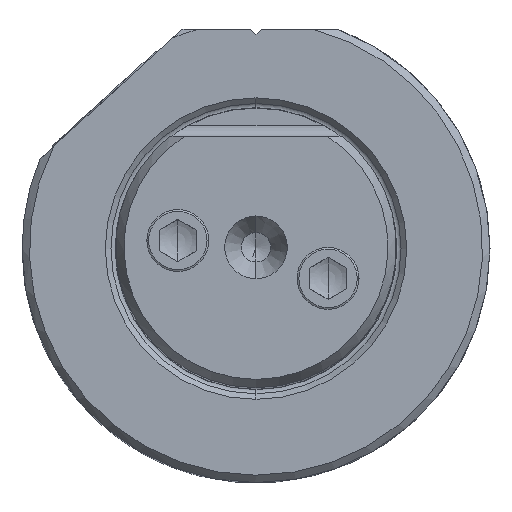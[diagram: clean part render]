
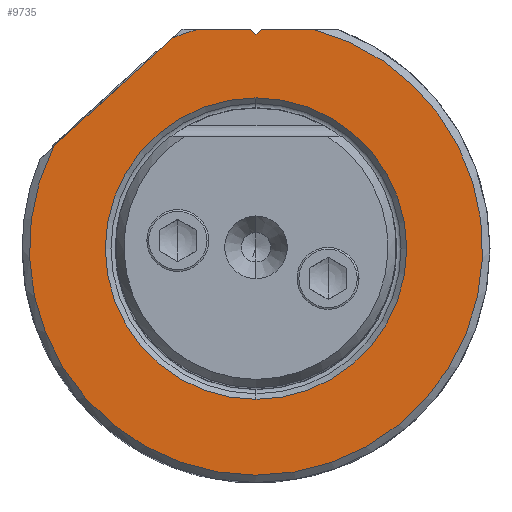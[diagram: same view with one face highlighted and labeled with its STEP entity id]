
A CAD part, top view. The second image highlights one B-rep face of the part: STEP entity #9735.
In plain terms, the highlighted planar face has unit normal (0, 0, 1).
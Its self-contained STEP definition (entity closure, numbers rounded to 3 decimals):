
#2923=DIRECTION('',(0.707,-0.707,0.));
#2924=VECTOR('',#2923,0.5);
#2925=CARTESIAN_POINT('',(-0.354,14.875,0.));
#2926=LINE('',#2925,#2924);
#2930=DIRECTION('',(0.707,0.707,0.));
#2931=VECTOR('',#2930,0.5);
#2932=CARTESIAN_POINT('',(0.,14.521,
0.));
#2933=LINE('',#2932,#2931);
#2937=DIRECTION('',(1.,0.,0.));
#2938=VECTOR('',#2937,3.536);
#2939=CARTESIAN_POINT('',(0.354,14.875,0.));
#2940=LINE('',#2939,#2938);
#2944=CARTESIAN_POINT('',(0.,0.,0.));
#2945=DIRECTION('',(0.,0.,-1.));
#2946=DIRECTION('',(0.253,0.967,0.));
#2947=AXIS2_PLACEMENT_3D('',#2944,#2945,#2946);
#2952=DIRECTION('',(0.739,0.674,0.));
#2953=VECTOR('',#2952,10.909);
#2954=CARTESIAN_POINT('',(-13.719,6.942,
0.));
#2955=LINE('',#2954,#2953);
#2959=CARTESIAN_POINT('',(0.,0.,0.));
#2960=DIRECTION('',(0.,0.,-1.));
#2961=DIRECTION('',(-0.368,0.93,0.));
#2962=AXIS2_PLACEMENT_3D('',#2959,#2960,#2961);
#2967=DIRECTION('',(1.,0.,0.));
#2968=VECTOR('',#2967,3.536);
#2969=CARTESIAN_POINT('',(-3.889,14.875,
0.));
#2970=LINE('',#2969,#2968);
#2974=CARTESIAN_POINT('',(0.,0.,
0.));
#2975=DIRECTION('',(0.,0.,1.));
#2976=DIRECTION('',(0.,1.,0.));
#2977=AXIS2_PLACEMENT_3D('',#2974,#2975,#2976);
#2982=CARTESIAN_POINT('',(0.,0.,
0.));
#2983=DIRECTION('',(0.,0.,1.));
#2984=DIRECTION('',(0.,-1.,0.));
#2985=AXIS2_PLACEMENT_3D('',#2982,#2983,#2984);
#5707=CARTESIAN_POINT('',(-0.354,14.875,0.));
#5708=VERTEX_POINT('',#5707);
#5711=CARTESIAN_POINT('',(0.354,14.875,0.));
#5712=VERTEX_POINT('',#5711);
#5713=CARTESIAN_POINT('',(0.,14.521,
0.));
#5714=VERTEX_POINT('',#5713);
#5715=CARTESIAN_POINT('',(3.889,14.875,0.));
#5716=VERTEX_POINT('',#5715);
#5717=CARTESIAN_POINT('',(-13.719,6.942,
0.));
#5718=CARTESIAN_POINT('',(-5.661,14.295,
0.));
#5719=VERTEX_POINT('',#5717);
#5720=VERTEX_POINT('',#5718);
#5721=CARTESIAN_POINT('',(-3.889,14.875,
0.));
#5722=VERTEX_POINT('',#5721);
#5723=CARTESIAN_POINT('',(0.,10.225,0.));
#5724=CARTESIAN_POINT('',(0.,-10.225,0.));
#5725=VERTEX_POINT('',#5723);
#5726=VERTEX_POINT('',#5724);
#9711=CARTESIAN_POINT('',(0.004,-0.256,
0.));
#9712=DIRECTION('',(0.,0.,1.));
#9713=DIRECTION('',(0.,-1.,0.));
#9714=AXIS2_PLACEMENT_3D('',#9711,#9712,#9713);
#9715=PLANE('',#9714);
#9717=ORIENTED_EDGE('',*,*,#9716,.T.);
#9719=ORIENTED_EDGE('',*,*,#9718,.T.);
#9720=ORIENTED_EDGE('',*,*,#9674,.T.);
#9721=ORIENTED_EDGE('',*,*,#9696,.T.);
#9722=ORIENTED_EDGE('',*,*,#8331,.T.);
#9724=ORIENTED_EDGE('',*,*,#9723,.T.);
#9726=ORIENTED_EDGE('',*,*,#9725,.T.);
#9727=EDGE_LOOP('',(#9717,#9719,#9720,#9721,#9722,#9724,#9726));
#9728=FACE_OUTER_BOUND('',#9727,.F.);
#9730=ORIENTED_EDGE('',*,*,#9729,.T.);
#9732=ORIENTED_EDGE('',*,*,#9731,.T.);
#9733=EDGE_LOOP('',(#9730,#9732));
#9734=FACE_BOUND('',#9733,.F.);
#2948=CIRCLE('',#2947,15.375);
#2963=CIRCLE('',#2962,15.375);
#2978=CIRCLE('',#2977,10.225);
#2986=CIRCLE('',#2985,10.225);
#8331=EDGE_CURVE('',#5719,#5720,#2955,.T.);
#9674=EDGE_CURVE('',#5712,#5716,#2940,.T.);
#9696=EDGE_CURVE('',#5716,#5719,#2948,.T.);
#9716=EDGE_CURVE('',#5708,#5714,#2926,.T.);
#9718=EDGE_CURVE('',#5714,#5712,#2933,.T.);
#9723=EDGE_CURVE('',#5720,#5722,#2963,.T.);
#9725=EDGE_CURVE('',#5722,#5708,#2970,.T.);
#9729=EDGE_CURVE('',#5725,#5726,#2978,.T.);
#9731=EDGE_CURVE('',#5726,#5725,#2986,.T.);
#9735=ADVANCED_FACE('',(#9728,#9734),#9715,.T.);
